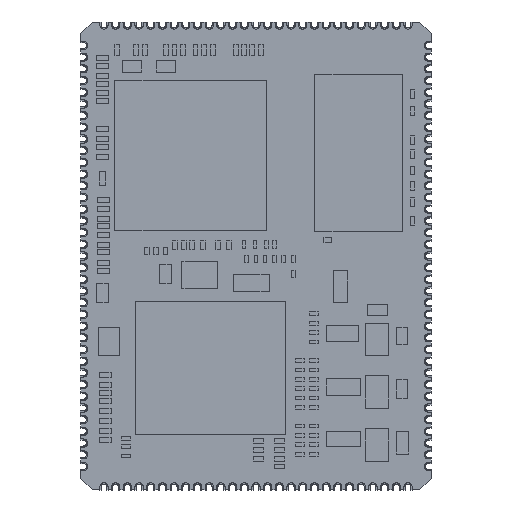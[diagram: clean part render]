
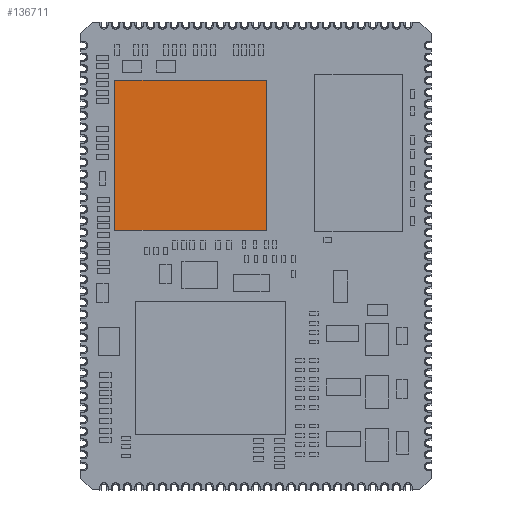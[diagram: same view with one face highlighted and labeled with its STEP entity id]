
A CAD part, top view. The second image highlights one B-rep face of the part: STEP entity #136711.
In plain terms, the highlighted free-form (B-spline) face has degree [1, 1] with [2, 2] control points.
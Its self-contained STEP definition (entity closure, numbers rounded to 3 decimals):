
#136711 = ADVANCED_FACE('',(#136712),#136742,.T.);
#136712 = FACE_BOUND('',#136713,.T.);
#136713 = EDGE_LOOP('',(#136714,#136723,#136730,#136737));
#136714 = ORIENTED_EDGE('',*,*,#136715,.T.);
#136715 = EDGE_CURVE('',#136716,#136718,#136720,.T.);
#136716 = VERTEX_POINT('',#136717);
#136717 = CARTESIAN_POINT('',(1.125,2.747,
    3.145));
#136718 = VERTEX_POINT('',#136719);
#136719 = CARTESIAN_POINT('',(1.125,18.891,
    3.145));
#136720 = B_SPLINE_CURVE_WITH_KNOTS('',1,(#136721,#136722),
  .UNSPECIFIED.,.F.,.F.,(2,2),(0.,12.832),
  .PIECEWISE_BEZIER_KNOTS.);
#136721 = CARTESIAN_POINT('',(1.125,2.747,
    3.145));
#136722 = CARTESIAN_POINT('',(1.125,18.891,
    3.145));
#136723 = ORIENTED_EDGE('',*,*,#136724,.T.);
#136724 = EDGE_CURVE('',#136718,#136725,#136727,.T.);
#136725 = VERTEX_POINT('',#136726);
#136726 = CARTESIAN_POINT('',(-15.18,18.891,
    3.145));
#136727 = B_SPLINE_CURVE_WITH_KNOTS('',1,(#136728,#136729),
  .UNSPECIFIED.,.F.,.F.,(2,2),(0.,12.96),
  .PIECEWISE_BEZIER_KNOTS.);
#136728 = CARTESIAN_POINT('',(1.125,18.891,
    3.145));
#136729 = CARTESIAN_POINT('',(-15.18,18.891,
    3.145));
#136730 = ORIENTED_EDGE('',*,*,#136731,.T.);
#136731 = EDGE_CURVE('',#136725,#136732,#136734,.T.);
#136732 = VERTEX_POINT('',#136733);
#136733 = CARTESIAN_POINT('',(-15.18,2.747,
    3.145));
#136734 = B_SPLINE_CURVE_WITH_KNOTS('',1,(#136735,#136736),
  .UNSPECIFIED.,.F.,.F.,(2,2),(0.,12.832),
  .PIECEWISE_BEZIER_KNOTS.);
#136735 = CARTESIAN_POINT('',(-15.18,18.891,
    3.145));
#136736 = CARTESIAN_POINT('',(-15.18,2.747,
    3.145));
#136737 = ORIENTED_EDGE('',*,*,#136738,.T.);
#136738 = EDGE_CURVE('',#136732,#136716,#136739,.T.);
#136739 = B_SPLINE_CURVE_WITH_KNOTS('',1,(#136740,#136741),
  .UNSPECIFIED.,.F.,.F.,(2,2),(0.,12.96),
  .PIECEWISE_BEZIER_KNOTS.);
#136740 = CARTESIAN_POINT('',(-15.18,2.747,
    3.145));
#136741 = CARTESIAN_POINT('',(1.125,2.747,
    3.145));
#136742 = B_SPLINE_SURFACE_WITH_KNOTS('',1,1,(
    (#136743,#136744)
    ,(#136745,#136746
    )),.UNSPECIFIED.,.F.,.F.,.F.,(2,2),(2,2),(0.,1.),(0.,1.),
  .PIECEWISE_BEZIER_KNOTS.);
#136743 = CARTESIAN_POINT('',(-15.18,2.747,
    3.145));
#136744 = CARTESIAN_POINT('',(-15.18,18.891,
    3.145));
#136745 = CARTESIAN_POINT('',(1.125,2.747,
    3.145));
#136746 = CARTESIAN_POINT('',(1.125,18.891,
    3.145));
